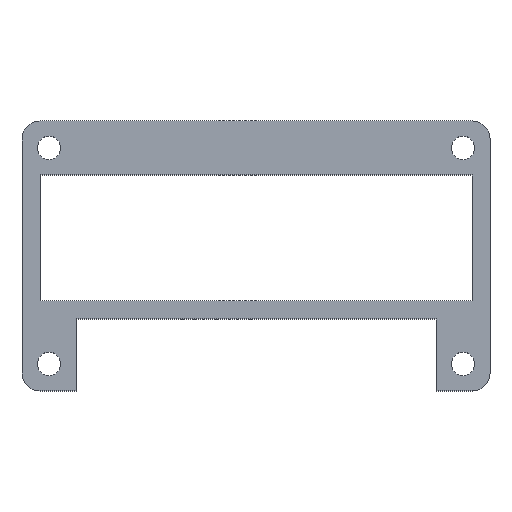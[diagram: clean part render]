
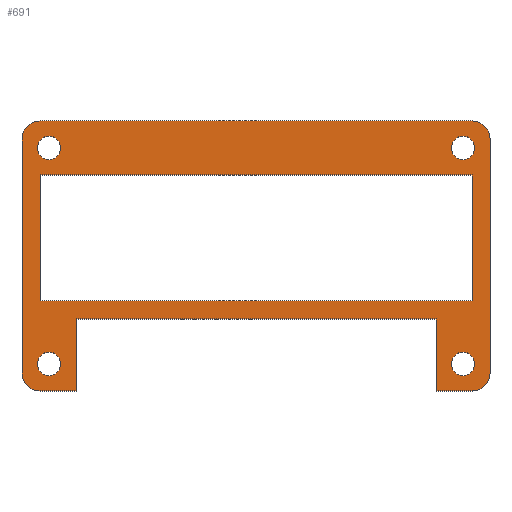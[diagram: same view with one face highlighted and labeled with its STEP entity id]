
A CAD part, top view. The second image highlights one B-rep face of the part: STEP entity #691.
In plain terms, the highlighted planar face has unit normal (0, 0, 1).
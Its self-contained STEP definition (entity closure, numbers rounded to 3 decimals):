
#24 = VERTEX_POINT('',#25);
#25 = CARTESIAN_POINT('',(2.54,38.1,1.));
#31 = EDGE_CURVE('',#24,#32,#34,.T.);
#32 = VERTEX_POINT('',#33);
#33 = CARTESIAN_POINT('',(0.,35.56,1.));
#34 = CIRCLE('',#35,2.54);
#35 = AXIS2_PLACEMENT_3D('',#36,#37,#38);
#36 = CARTESIAN_POINT('',(2.54,35.56,1.));
#37 = DIRECTION('',(0.,0.,1.));
#38 = DIRECTION('',(1.,0.,0.));
#66 = VERTEX_POINT('',#67);
#67 = CARTESIAN_POINT('',(0.,2.54,1.));
#73 = EDGE_CURVE('',#66,#32,#74,.T.);
#74 = LINE('',#75,#76);
#75 = CARTESIAN_POINT('',(0.,2.54,1.));
#76 = VECTOR('',#77,1.);
#77 = DIRECTION('',(0.,1.,0.));
#95 = EDGE_CURVE('',#66,#96,#98,.T.);
#96 = VERTEX_POINT('',#97);
#97 = CARTESIAN_POINT('',(2.54,0.,1.));
#98 = CIRCLE('',#99,2.54);
#99 = AXIS2_PLACEMENT_3D('',#100,#101,#102);
#100 = CARTESIAN_POINT('',(2.54,2.54,1.));
#101 = DIRECTION('',(0.,0.,1.));
#102 = DIRECTION('',(1.,0.,0.));
#128 = EDGE_CURVE('',#96,#129,#131,.T.);
#129 = VERTEX_POINT('',#130);
#130 = CARTESIAN_POINT('',(7.62,0.,1.));
#131 = LINE('',#132,#133);
#132 = CARTESIAN_POINT('',(2.54,0.,1.));
#133 = VECTOR('',#134,1.);
#134 = DIRECTION('',(1.,0.,0.));
#159 = EDGE_CURVE('',#129,#160,#162,.T.);
#160 = VERTEX_POINT('',#161);
#161 = CARTESIAN_POINT('',(7.62,10.16,1.));
#162 = LINE('',#163,#164);
#163 = CARTESIAN_POINT('',(7.62,0.,1.));
#164 = VECTOR('',#165,1.);
#165 = DIRECTION('',(0.,1.,0.));
#190 = EDGE_CURVE('',#160,#191,#193,.T.);
#191 = VERTEX_POINT('',#192);
#192 = CARTESIAN_POINT('',(58.42,10.16,1.));
#193 = LINE('',#194,#195);
#194 = CARTESIAN_POINT('',(7.62,10.16,1.));
#195 = VECTOR('',#196,1.);
#196 = DIRECTION('',(1.,0.,0.));
#221 = EDGE_CURVE('',#191,#222,#224,.T.);
#222 = VERTEX_POINT('',#223);
#223 = CARTESIAN_POINT('',(58.42,0.,1.));
#224 = LINE('',#225,#226);
#225 = CARTESIAN_POINT('',(58.42,10.16,1.));
#226 = VECTOR('',#227,1.);
#227 = DIRECTION('',(0.,-1.,0.));
#252 = EDGE_CURVE('',#222,#253,#255,.T.);
#253 = VERTEX_POINT('',#254);
#254 = CARTESIAN_POINT('',(63.5,0.,1.));
#255 = LINE('',#256,#257);
#256 = CARTESIAN_POINT('',(58.42,0.,1.));
#257 = VECTOR('',#258,1.);
#258 = DIRECTION('',(1.,0.,0.));
#283 = EDGE_CURVE('',#253,#284,#286,.T.);
#284 = VERTEX_POINT('',#285);
#285 = CARTESIAN_POINT('',(66.04,2.54,1.));
#286 = CIRCLE('',#287,2.54);
#287 = AXIS2_PLACEMENT_3D('',#288,#289,#290);
#288 = CARTESIAN_POINT('',(63.5,2.54,1.));
#289 = DIRECTION('',(0.,0.,1.));
#290 = DIRECTION('',(1.,0.,0.));
#318 = VERTEX_POINT('',#319);
#319 = CARTESIAN_POINT('',(66.04,35.56,1.));
#325 = EDGE_CURVE('',#318,#284,#326,.T.);
#326 = LINE('',#327,#328);
#327 = CARTESIAN_POINT('',(66.04,35.56,1.));
#328 = VECTOR('',#329,1.);
#329 = DIRECTION('',(0.,-1.,0.));
#347 = EDGE_CURVE('',#318,#348,#350,.T.);
#348 = VERTEX_POINT('',#349);
#349 = CARTESIAN_POINT('',(63.5,38.1,1.));
#350 = CIRCLE('',#351,2.54);
#351 = AXIS2_PLACEMENT_3D('',#352,#353,#354);
#352 = CARTESIAN_POINT('',(63.5,35.56,1.));
#353 = DIRECTION('',(0.,0.,1.));
#354 = DIRECTION('',(1.,0.,0.));
#380 = EDGE_CURVE('',#24,#348,#381,.T.);
#381 = LINE('',#382,#383);
#382 = CARTESIAN_POINT('',(2.54,38.1,1.));
#383 = VECTOR('',#384,1.);
#384 = DIRECTION('',(1.,0.,0.));
#404 = VERTEX_POINT('',#405);
#405 = CARTESIAN_POINT('',(2.54,30.48,1.));
#411 = EDGE_CURVE('',#404,#412,#414,.T.);
#412 = VERTEX_POINT('',#413);
#413 = CARTESIAN_POINT('',(63.5,30.48,1.));
#414 = LINE('',#415,#416);
#415 = CARTESIAN_POINT('',(2.54,30.48,1.));
#416 = VECTOR('',#417,1.);
#417 = DIRECTION('',(1.,0.,0.));
#442 = EDGE_CURVE('',#412,#443,#445,.T.);
#443 = VERTEX_POINT('',#444);
#444 = CARTESIAN_POINT('',(63.5,12.7,1.));
#445 = LINE('',#446,#447);
#446 = CARTESIAN_POINT('',(63.5,30.48,1.));
#447 = VECTOR('',#448,1.);
#448 = DIRECTION('',(0.,-1.,0.));
#473 = EDGE_CURVE('',#443,#474,#476,.T.);
#474 = VERTEX_POINT('',#475);
#475 = CARTESIAN_POINT('',(2.54,12.7,1.));
#476 = LINE('',#477,#478);
#477 = CARTESIAN_POINT('',(63.5,12.7,1.));
#478 = VECTOR('',#479,1.);
#479 = DIRECTION('',(-1.,0.,0.));
#504 = EDGE_CURVE('',#474,#404,#505,.T.);
#505 = LINE('',#506,#507);
#506 = CARTESIAN_POINT('',(2.54,12.7,1.));
#507 = VECTOR('',#508,1.);
#508 = DIRECTION('',(0.,1.,0.));
#528 = VERTEX_POINT('',#529);
#529 = CARTESIAN_POINT('',(63.881,34.29,1.));
#535 = EDGE_CURVE('',#528,#528,#536,.T.);
#536 = CIRCLE('',#537,1.651);
#537 = AXIS2_PLACEMENT_3D('',#538,#539,#540);
#538 = CARTESIAN_POINT('',(62.23,34.29,1.));
#539 = DIRECTION('',(0.,0.,1.));
#540 = DIRECTION('',(1.,0.,0.));
#561 = VERTEX_POINT('',#562);
#562 = CARTESIAN_POINT('',(63.881,3.81,1.));
#568 = EDGE_CURVE('',#561,#561,#569,.T.);
#569 = CIRCLE('',#570,1.651);
#570 = AXIS2_PLACEMENT_3D('',#571,#572,#573);
#571 = CARTESIAN_POINT('',(62.23,3.81,1.));
#572 = DIRECTION('',(0.,0.,1.));
#573 = DIRECTION('',(1.,0.,0.));
#594 = VERTEX_POINT('',#595);
#595 = CARTESIAN_POINT('',(5.461,34.29,1.));
#601 = EDGE_CURVE('',#594,#594,#602,.T.);
#602 = CIRCLE('',#603,1.651);
#603 = AXIS2_PLACEMENT_3D('',#604,#605,#606);
#604 = CARTESIAN_POINT('',(3.81,34.29,1.));
#605 = DIRECTION('',(0.,0.,1.));
#606 = DIRECTION('',(1.,0.,0.));
#627 = VERTEX_POINT('',#628);
#628 = CARTESIAN_POINT('',(5.461,3.81,1.));
#634 = EDGE_CURVE('',#627,#627,#635,.T.);
#635 = CIRCLE('',#636,1.651);
#636 = AXIS2_PLACEMENT_3D('',#637,#638,#639);
#637 = CARTESIAN_POINT('',(3.81,3.81,1.));
#638 = DIRECTION('',(0.,0.,1.));
#639 = DIRECTION('',(1.,0.,0.));
#691 = ADVANCED_FACE('',(#692,#706,#712,#715,#718,#721),#724,.T.);
#692 = FACE_BOUND('',#693,.T.);
#693 = EDGE_LOOP('',(#694,#695,#696,#697,#698,#699,#700,#701,#702,#703,
    #704,#705));
#694 = ORIENTED_EDGE('',*,*,#31,.T.);
#695 = ORIENTED_EDGE('',*,*,#73,.F.);
#696 = ORIENTED_EDGE('',*,*,#95,.T.);
#697 = ORIENTED_EDGE('',*,*,#128,.T.);
#698 = ORIENTED_EDGE('',*,*,#159,.T.);
#699 = ORIENTED_EDGE('',*,*,#190,.T.);
#700 = ORIENTED_EDGE('',*,*,#221,.T.);
#701 = ORIENTED_EDGE('',*,*,#252,.T.);
#702 = ORIENTED_EDGE('',*,*,#283,.T.);
#703 = ORIENTED_EDGE('',*,*,#325,.F.);
#704 = ORIENTED_EDGE('',*,*,#347,.T.);
#705 = ORIENTED_EDGE('',*,*,#380,.F.);
#706 = FACE_BOUND('',#707,.T.);
#707 = EDGE_LOOP('',(#708,#709,#710,#711));
#708 = ORIENTED_EDGE('',*,*,#411,.T.);
#709 = ORIENTED_EDGE('',*,*,#442,.T.);
#710 = ORIENTED_EDGE('',*,*,#473,.T.);
#711 = ORIENTED_EDGE('',*,*,#504,.T.);
#712 = FACE_BOUND('',#713,.F.);
#713 = EDGE_LOOP('',(#714));
#714 = ORIENTED_EDGE('',*,*,#535,.T.);
#715 = FACE_BOUND('',#716,.F.);
#716 = EDGE_LOOP('',(#717));
#717 = ORIENTED_EDGE('',*,*,#568,.T.);
#718 = FACE_BOUND('',#719,.F.);
#719 = EDGE_LOOP('',(#720));
#720 = ORIENTED_EDGE('',*,*,#601,.T.);
#721 = FACE_BOUND('',#722,.F.);
#722 = EDGE_LOOP('',(#723));
#723 = ORIENTED_EDGE('',*,*,#634,.T.);
#724 = PLANE('',#725);
#725 = AXIS2_PLACEMENT_3D('',#726,#727,#728);
#726 = CARTESIAN_POINT('',(33.02,20.57,1.));
#727 = DIRECTION('',(0.,0.,1.));
#728 = DIRECTION('',(1.,0.,0.));
